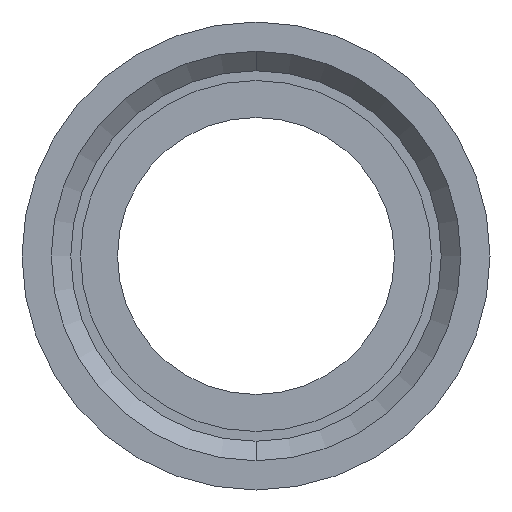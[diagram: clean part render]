
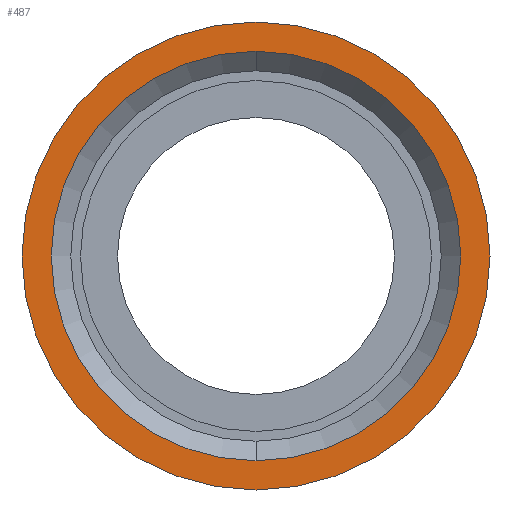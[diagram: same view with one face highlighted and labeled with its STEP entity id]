
A CAD part, front view. The second image highlights one B-rep face of the part: STEP entity #487.
In plain terms, the highlighted planar face has unit normal (0, -1, 0).
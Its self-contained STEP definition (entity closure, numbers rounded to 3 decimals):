
#12 = CARTESIAN_POINT ( 'NONE',  ( 0., -12., 0. ) ) ;
#21 = CARTESIAN_POINT ( 'NONE',  ( 0., -12., 5.25 ) ) ;
#51 = CIRCLE ( 'NONE', #286, 5.25 ) ;
#88 = AXIS2_PLACEMENT_3D ( 'NONE', #206, #720, #588 ) ;
#90 = PLANE ( 'NONE',  #88 ) ;
#102 = AXIS2_PLACEMENT_3D ( 'NONE', #334, #580, #149 ) ;
#123 = DIRECTION ( 'NONE',  ( 0., 1., 0. ) ) ;
#149 = DIRECTION ( 'NONE',  ( 0., 0., -1. ) ) ;
#157 = FACE_OUTER_BOUND ( 'NONE', #187, .T. ) ;
#173 = AXIS2_PLACEMENT_3D ( 'NONE', #543, #123, #194 ) ;
#187 = EDGE_LOOP ( 'NONE', ( #749, #239 ) ) ;
#191 = VERTEX_POINT ( 'NONE', #21 ) ;
#194 = DIRECTION ( 'NONE',  ( 0., 0., -1. ) ) ;
#206 = CARTESIAN_POINT ( 'NONE',  ( 0., -12., 0. ) ) ;
#239 = ORIENTED_EDGE ( 'NONE', *, *, #520, .T. ) ;
#242 = ORIENTED_EDGE ( 'NONE', *, *, #701, .T. ) ;
#256 = DIRECTION ( 'NONE',  ( 0., 1., 0. ) ) ;
#262 = EDGE_CURVE ( 'NONE', #426, #191, #51, .T. ) ;
#286 = AXIS2_PLACEMENT_3D ( 'NONE', #12, #256, #343 ) ;
#307 = CARTESIAN_POINT ( 'NONE',  ( 0., -12., 6. ) ) ;
#334 = CARTESIAN_POINT ( 'NONE',  ( 0., -12., 0. ) ) ;
#343 = DIRECTION ( 'NONE',  ( 0., 0., -1. ) ) ;
#407 = DIRECTION ( 'NONE',  ( 0., -1., 0. ) ) ;
#418 = CIRCLE ( 'NONE', #431, 6. ) ;
#426 = VERTEX_POINT ( 'NONE', #574 ) ;
#431 = AXIS2_PLACEMENT_3D ( 'NONE', #525, #407, #454 ) ;
#440 = CARTESIAN_POINT ( 'NONE',  ( 0., -12., -6. ) ) ;
#454 = DIRECTION ( 'NONE',  ( 0., 0., -1. ) ) ;
#486 = VERTEX_POINT ( 'NONE', #440 ) ;
#487 = ADVANCED_FACE ( 'NONE', ( #695, #157 ), #90, .T. ) ;
#520 = EDGE_CURVE ( 'NONE', #743, #486, #779, .T. ) ;
#522 = EDGE_CURVE ( 'NONE', #486, #743, #418, .T. ) ;
#523 = CIRCLE ( 'NONE', #173, 5.25 ) ;
#525 = CARTESIAN_POINT ( 'NONE',  ( 0., -12., 0. ) ) ;
#543 = CARTESIAN_POINT ( 'NONE',  ( 0., -12., 0. ) ) ;
#574 = CARTESIAN_POINT ( 'NONE',  ( 0., -12., -5.25 ) ) ;
#575 = EDGE_LOOP ( 'NONE', ( #679, #242 ) ) ;
#580 = DIRECTION ( 'NONE',  ( 0., -1., 0. ) ) ;
#588 = DIRECTION ( 'NONE',  ( 0., 0., -1. ) ) ;
#679 = ORIENTED_EDGE ( 'NONE', *, *, #262, .T. ) ;
#695 = FACE_BOUND ( 'NONE', #575, .T. ) ;
#701 = EDGE_CURVE ( 'NONE', #191, #426, #523, .T. ) ;
#720 = DIRECTION ( 'NONE',  ( 0., -1., 0. ) ) ;
#743 = VERTEX_POINT ( 'NONE', #307 ) ;
#749 = ORIENTED_EDGE ( 'NONE', *, *, #522, .T. ) ;
#779 = CIRCLE ( 'NONE', #102, 6. ) ;
